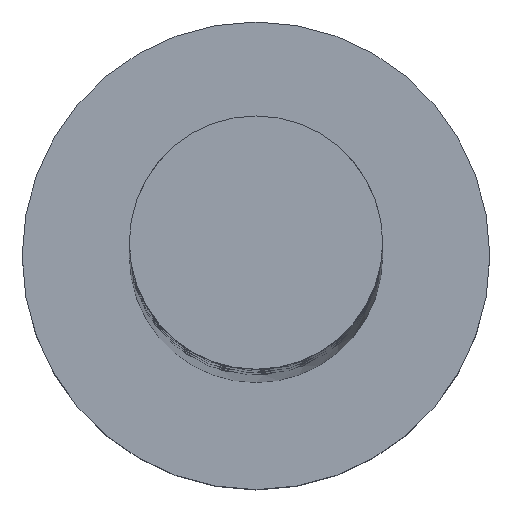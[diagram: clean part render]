
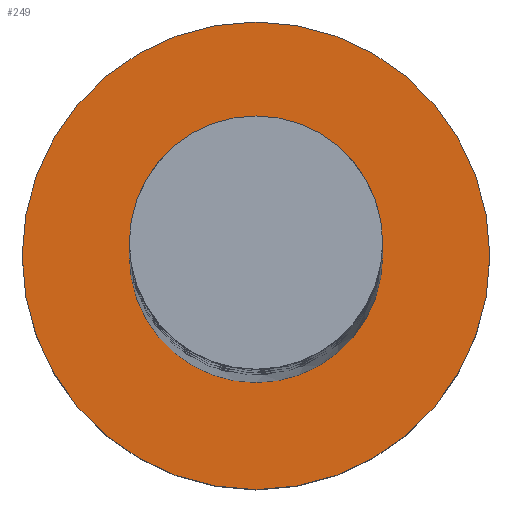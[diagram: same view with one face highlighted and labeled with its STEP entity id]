
A CAD part, top view. The second image highlights one B-rep face of the part: STEP entity #249.
In plain terms, the highlighted planar face has unit normal (0, 0, 1).
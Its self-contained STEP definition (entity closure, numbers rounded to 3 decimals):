
#19 = DIRECTION ( 'NONE',  ( 0., 0., 1. ) ) ;
#125 = DIRECTION ( 'NONE',  ( 0., 0., 1. ) ) ;
#132 = DIRECTION ( 'NONE',  ( 1., 0., 0. ) ) ;
#135 = CARTESIAN_POINT ( 'NONE',  ( 0., 0., 5. ) ) ;
#158 = AXIS2_PLACEMENT_3D ( 'NONE', #1459, #125, #132 ) ;
#177 = VERTEX_POINT ( 'NONE', #368 ) ;
#200 = VERTEX_POINT ( 'NONE', #1711 ) ;
#201 = EDGE_CURVE ( 'NONE', #200, #971, #608, .T. ) ;
#249 = ADVANCED_FACE ( 'NONE', ( #1049, #1352 ), #925, .T. ) ;
#280 = CARTESIAN_POINT ( 'NONE',  ( 0., 0., 5. ) ) ;
#289 = DIRECTION ( 'NONE',  ( 0., 0., 1. ) ) ;
#368 = CARTESIAN_POINT ( 'NONE',  ( -3.25, 0., 5. ) ) ;
#538 = DIRECTION ( 'NONE',  ( 1., 0., 0. ) ) ;
#546 = AXIS2_PLACEMENT_3D ( 'NONE', #691, #19, #1098 ) ;
#591 = CARTESIAN_POINT ( 'NONE',  ( -6., 0., 5. ) ) ;
#608 = CIRCLE ( 'NONE', #750, 6. ) ;
#649 = EDGE_CURVE ( 'NONE', #177, #710, #800, .T. ) ;
#663 = DIRECTION ( 'NONE',  ( 0., 0., 1. ) ) ;
#691 = CARTESIAN_POINT ( 'NONE',  ( 0., 0., 5. ) ) ;
#710 = VERTEX_POINT ( 'NONE', #1121 ) ;
#718 = ORIENTED_EDGE ( 'NONE', *, *, #1011, .F. ) ;
#720 = ORIENTED_EDGE ( 'NONE', *, *, #649, .F. ) ;
#728 = EDGE_LOOP ( 'NONE', ( #1267, #996 ) ) ;
#746 = DIRECTION ( 'NONE',  ( 1., 0., 0. ) ) ;
#750 = AXIS2_PLACEMENT_3D ( 'NONE', #778, #910, #746 ) ;
#778 = CARTESIAN_POINT ( 'NONE',  ( 0., 0., 5. ) ) ;
#796 = DIRECTION ( 'NONE',  ( 1., 0., 0. ) ) ;
#800 = CIRCLE ( 'NONE', #1200, 3.25 ) ;
#910 = DIRECTION ( 'NONE',  ( 0., 0., 1. ) ) ;
#925 = PLANE ( 'NONE',  #158 ) ;
#971 = VERTEX_POINT ( 'NONE', #591 ) ;
#996 = ORIENTED_EDGE ( 'NONE', *, *, #201, .T. ) ;
#1011 = EDGE_CURVE ( 'NONE', #710, #177, #1311, .T. ) ;
#1049 = FACE_BOUND ( 'NONE', #1269, .T. ) ;
#1078 = EDGE_CURVE ( 'NONE', #971, #200, #1258, .T. ) ;
#1098 = DIRECTION ( 'NONE',  ( 1., 0., 0. ) ) ;
#1121 = CARTESIAN_POINT ( 'NONE',  ( 3.25, 0., 5. ) ) ;
#1170 = AXIS2_PLACEMENT_3D ( 'NONE', #280, #289, #796 ) ;
#1200 = AXIS2_PLACEMENT_3D ( 'NONE', #135, #663, #538 ) ;
#1258 = CIRCLE ( 'NONE', #1170, 6. ) ;
#1267 = ORIENTED_EDGE ( 'NONE', *, *, #1078, .T. ) ;
#1269 = EDGE_LOOP ( 'NONE', ( #720, #718 ) ) ;
#1311 = CIRCLE ( 'NONE', #546, 3.25 ) ;
#1352 = FACE_OUTER_BOUND ( 'NONE', #728, .T. ) ;
#1459 = CARTESIAN_POINT ( 'NONE',  ( 0., 0., 5. ) ) ;
#1711 = CARTESIAN_POINT ( 'NONE',  ( 6., 0., 5. ) ) ;
